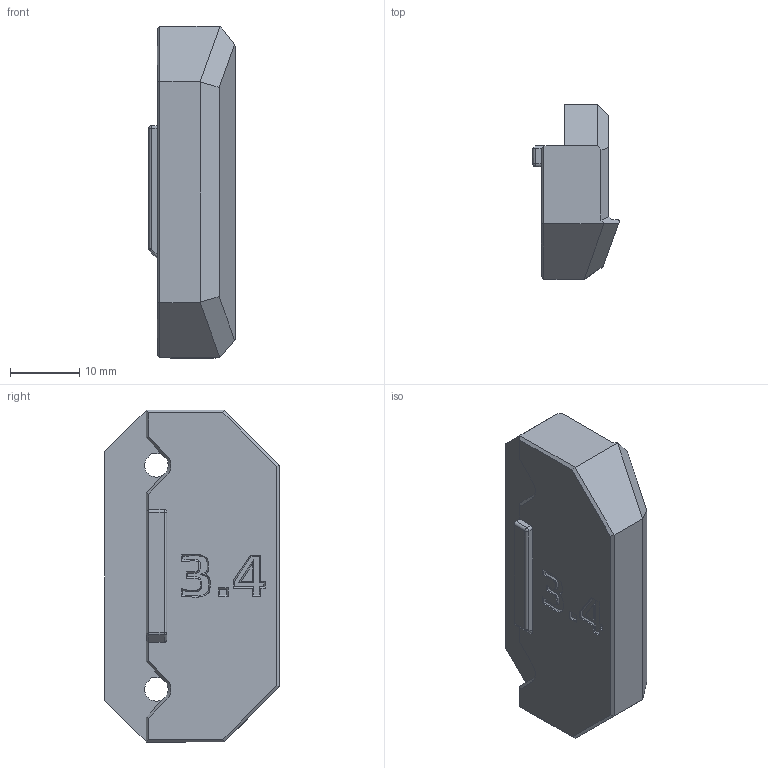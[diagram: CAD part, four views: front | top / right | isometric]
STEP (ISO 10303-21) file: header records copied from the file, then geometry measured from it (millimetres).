
FILE_DESCRIPTION(/* description */ ('STEP AP242','CAx-IF Rec.Pracs.---Representation and Presentation of Product Manufacturing Information (PMI)---4.0---2014-10-13','CAx-IF Rec.Pracs.---3D Tessellated Geometry---0.4---2014-09-14','2;1'),/* implementation_level */ '2;1');
FILE_NAME(/* name */ '68d00fe5096e3cefbbde5f5f',/* time_stamp */ '2025-09-21T14:47:02Z',/* author */ (''),/* organization */ (''),/* preprocessor_version */ 'ST-DEVELOPER v20',/* originating_system */ 'ONSHAPE BY PTC INC, 1.204',/* authorisation */ ' ');
FILE_SCHEMA (('AP242_MANAGED_MODEL_BASED_3D_ENGINEERING_MIM_LF { 1 0 10303 442 1 1 4 }'));
Length unit declared in the file: metre
Products named in the file (1): Latch_3.4mm v2
Bounding box: 12.47 x 25.28 x 48 mm (x, y, z)
Volume: 8919.9 mm3; surface area: 3833.9 mm2
Topology: 1 solids, 1 shells, 223 faces, 542 edges, 327 vertices
Faces by surface type: plane 153, bspline 36, cylinder 26, cone 6, sphere 2
Entity records: 7149 total; most frequent: CARTESIAN_POINT 2155, ORIENTED_EDGE 1084, DIRECTION 900, EDGE_CURVE 542, LINE 422, VECTOR 422, VERTEX_POINT 327, AXIS2_PLACEMENT_3D 239
